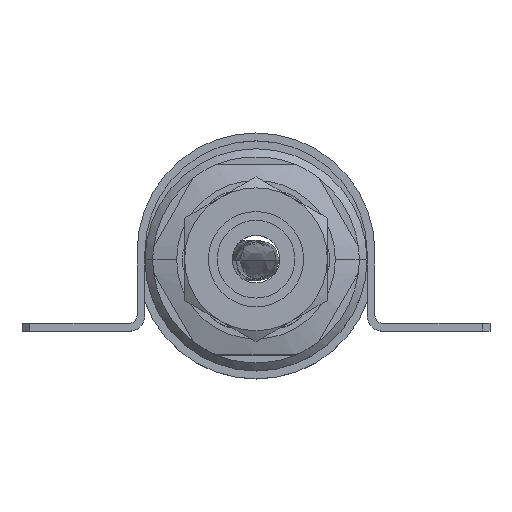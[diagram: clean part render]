
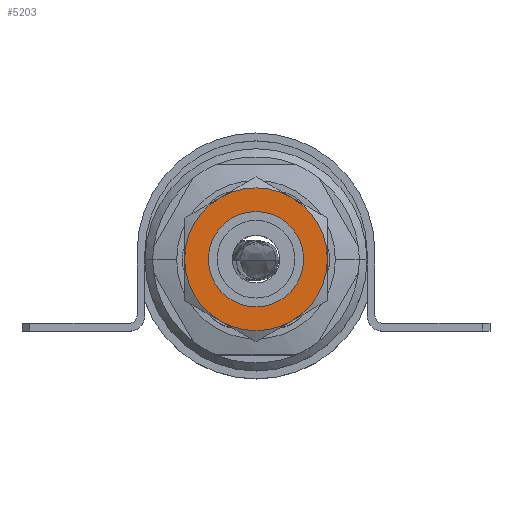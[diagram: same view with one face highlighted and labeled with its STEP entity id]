
A CAD part, top view. The second image highlights one B-rep face of the part: STEP entity #5203.
In plain terms, the highlighted planar face has unit normal (0, 0, 1).
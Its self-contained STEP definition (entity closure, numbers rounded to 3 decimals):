
#582 = VERTEX_POINT ( 'NONE', #8938 ) ;
#843 = CIRCLE ( 'NONE', #16401, 9. ) ;
#1059 = DIRECTION ( 'NONE',  ( 1., 0., 0. ) ) ;
#1155 = VERTEX_POINT ( 'NONE', #11085 ) ;
#1163 = ORIENTED_EDGE ( 'NONE', *, *, #14090, .F. ) ;
#1374 = FACE_BOUND ( 'NONE', #4598, .T. ) ;
#2012 = CIRCLE ( 'NONE', #5666, 9. ) ;
#2064 = CARTESIAN_POINT ( 'NONE',  ( 0., -1., 55.5 ) ) ;
#2111 = DIRECTION ( 'NONE',  ( 0., 0., 1. ) ) ;
#2253 = PLANE ( 'NONE',  #12680 ) ;
#2372 = DIRECTION ( 'NONE',  ( 1., 0., 0. ) ) ;
#2392 = DIRECTION ( 'NONE',  ( 0., 0., 1. ) ) ;
#2424 = CARTESIAN_POINT ( 'NONE',  ( 0., -1., 55.5 ) ) ;
#3359 = DIRECTION ( 'NONE',  ( 1., 0., 0. ) ) ;
#3451 = AXIS2_PLACEMENT_3D ( 'NONE', #11174, #3518, #12449 ) ;
#3518 = DIRECTION ( 'NONE',  ( 0., 0., 1. ) ) ;
#3572 = ORIENTED_EDGE ( 'NONE', *, *, #5238, .F. ) ;
#3714 = DIRECTION ( 'NONE',  ( 1., 0., 0. ) ) ;
#3919 = EDGE_CURVE ( 'NONE', #12577, #1155, #2012, .T. ) ;
#3953 = EDGE_CURVE ( 'NONE', #1155, #4575, #13582, .T. ) ;
#4266 = CARTESIAN_POINT ( 'NONE',  ( 0., -1., 55.5 ) ) ;
#4333 = ORIENTED_EDGE ( 'NONE', *, *, #3953, .T. ) ;
#4364 = CIRCLE ( 'NONE', #12122, 9. ) ;
#4376 = CARTESIAN_POINT ( 'NONE',  ( 4.5, -8.794, 55.5 ) ) ;
#4414 = DIRECTION ( 'NONE',  ( 1., 0., 0. ) ) ;
#4471 = DIRECTION ( 'NONE',  ( 0., 0., 1. ) ) ;
#4524 = CARTESIAN_POINT ( 'NONE',  ( 0., -1., 55.5 ) ) ;
#4575 = VERTEX_POINT ( 'NONE', #9847 ) ;
#4598 = EDGE_LOOP ( 'NONE', ( #3572, #1163 ) ) ;
#5012 = EDGE_CURVE ( 'NONE', #4575, #9589, #4364, .T. ) ;
#5203 = ADVANCED_FACE ( 'NONE', ( #7777, #1374 ), #2253, .T. ) ;
#5238 = EDGE_CURVE ( 'NONE', #11694, #9444, #6580, .T. ) ;
#5346 = ORIENTED_EDGE ( 'NONE', *, *, #10037, .T. ) ;
#5666 = AXIS2_PLACEMENT_3D ( 'NONE', #7540, #7465, #7433 ) ;
#5737 = DIRECTION ( 'NONE',  ( 0., 0., 1. ) ) ;
#6459 = DIRECTION ( 'NONE',  ( 1., 0., 0. ) ) ;
#6469 = CIRCLE ( 'NONE', #9639, 9. ) ;
#6580 = CIRCLE ( 'NONE', #11818, 6. ) ;
#6825 = CARTESIAN_POINT ( 'NONE',  ( -9., 4.196, 55.5 ) ) ;
#6947 = AXIS2_PLACEMENT_3D ( 'NONE', #9774, #2111, #11051 ) ;
#7433 = DIRECTION ( 'NONE',  ( 1., 0., 0. ) ) ;
#7465 = DIRECTION ( 'NONE',  ( 0., 0., 1. ) ) ;
#7540 = CARTESIAN_POINT ( 'NONE',  ( 0., -1., 55.5 ) ) ;
#7559 = CARTESIAN_POINT ( 'NONE',  ( -4.5, 6.794, 55.5 ) ) ;
#7768 = CARTESIAN_POINT ( 'NONE',  ( 6., -1., 55.5 ) ) ;
#7777 = FACE_OUTER_BOUND ( 'NONE', #11170, .T. ) ;
#8721 = DIRECTION ( 'NONE',  ( 0., 0., 1. ) ) ;
#8938 = CARTESIAN_POINT ( 'NONE',  ( -4.5, -8.794, 55.5 ) ) ;
#9274 = CARTESIAN_POINT ( 'NONE',  ( -9., -1., 55.5 ) ) ;
#9444 = VERTEX_POINT ( 'NONE', #14757 ) ;
#9554 = CIRCLE ( 'NONE', #3451, 9. ) ;
#9582 = ORIENTED_EDGE ( 'NONE', *, *, #12716, .T. ) ;
#9589 = VERTEX_POINT ( 'NONE', #7559 ) ;
#9639 = AXIS2_PLACEMENT_3D ( 'NONE', #16384, #8721, #1059 ) ;
#9774 = CARTESIAN_POINT ( 'NONE',  ( 0., -1., 55.5 ) ) ;
#9847 = CARTESIAN_POINT ( 'NONE',  ( 4.5, 6.794, 55.5 ) ) ;
#10037 = EDGE_CURVE ( 'NONE', #9589, #16181, #6469, .T. ) ;
#11002 = DIRECTION ( 'NONE',  ( 0., 0., 1. ) ) ;
#11051 = DIRECTION ( 'NONE',  ( 1., 0., 0. ) ) ;
#11085 = CARTESIAN_POINT ( 'NONE',  ( 9., -1., 55.5 ) ) ;
#11170 = EDGE_LOOP ( 'NONE', ( #16329, #4333, #14285, #5346, #9582, #16527 ) ) ;
#11174 = CARTESIAN_POINT ( 'NONE',  ( 0., -1., 55.5 ) ) ;
#11694 = VERTEX_POINT ( 'NONE', #7768 ) ;
#11818 = AXIS2_PLACEMENT_3D ( 'NONE', #4266, #13331, #3714 ) ;
#12122 = AXIS2_PLACEMENT_3D ( 'NONE', #2424, #2392, #2372 ) ;
#12449 = DIRECTION ( 'NONE',  ( 1., 0., 0. ) ) ;
#12527 = AXIS2_PLACEMENT_3D ( 'NONE', #4524, #4471, #4414 ) ;
#12577 = VERTEX_POINT ( 'NONE', #4376 ) ;
#12680 = AXIS2_PLACEMENT_3D ( 'NONE', #6825, #5737, #6459 ) ;
#12716 = EDGE_CURVE ( 'NONE', #16181, #582, #9554, .T. ) ;
#13331 = DIRECTION ( 'NONE',  ( 0., 0., 1. ) ) ;
#13582 = CIRCLE ( 'NONE', #12527, 9. ) ;
#14090 = EDGE_CURVE ( 'NONE', #9444, #11694, #16287, .T. ) ;
#14285 = ORIENTED_EDGE ( 'NONE', *, *, #5012, .T. ) ;
#14757 = CARTESIAN_POINT ( 'NONE',  ( -6., -1., 55.5 ) ) ;
#15900 = EDGE_CURVE ( 'NONE', #582, #12577, #843, .T. ) ;
#16181 = VERTEX_POINT ( 'NONE', #9274 ) ;
#16287 = CIRCLE ( 'NONE', #6947, 6. ) ;
#16329 = ORIENTED_EDGE ( 'NONE', *, *, #3919, .T. ) ;
#16384 = CARTESIAN_POINT ( 'NONE',  ( 0., -1., 55.5 ) ) ;
#16401 = AXIS2_PLACEMENT_3D ( 'NONE', #2064, #11002, #3359 ) ;
#16527 = ORIENTED_EDGE ( 'NONE', *, *, #15900, .T. ) ;
